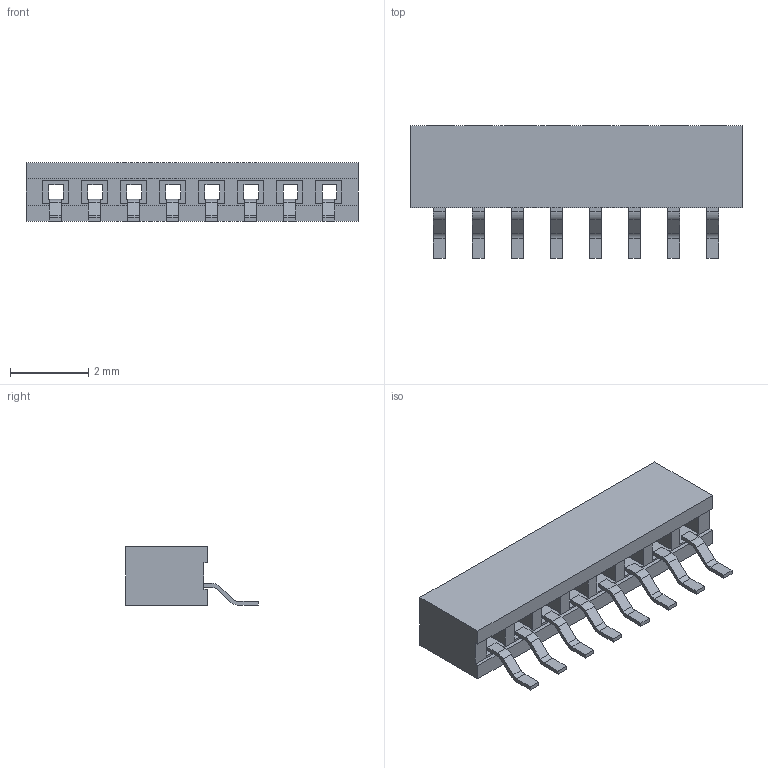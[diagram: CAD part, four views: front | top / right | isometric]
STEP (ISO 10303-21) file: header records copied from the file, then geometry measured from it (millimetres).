
FILE_DESCRIPTION(/* description */ ('STEP AP214'),/* implementation_level */ '2;1');
FILE_NAME(/* name */ 'BC075-08-A-L-A',/* time_stamp */ '2025-04-16T10:15:01+02:00',/* author */ ('License CC BY-ND 4.0'),/* organization */ ('CADENAS'),/* preprocessor_version */ 'ST-DEVELOPER v19.3',/* originating_system */ 'PARTsolutions',/* authorisation */ ' ');
FILE_SCHEMA (('AUTOMOTIVE_DESIGN {1 0 10303 214 3 1 1}'));
Length unit declared in the file: millimetre
Products named in the file (3): BC075-08-A-L-A; BC075-08-A-L-A_H; BC075-08-A-L-A_P
Assembly tree (9 placements, depth 2):
  BC075-08-A-L-A
    BC075-08-A-L-A_H
    BC075-08-A-L-A_P  x8
Bounding box: 8.5 x 3.4 x 1.5 mm (x, y, z)
Volume: 20.6 mm3; surface area: 115.7 mm2
Topology: 9 solids, 9 shells, 226 faces, 568 edges, 368 vertices
Faces by surface type: plane 194, cylinder 32
Entity records: 3836 total; most frequent: CARTESIAN_POINT 654, ORIENTED_EDGE 632, DIRECTION 600, EDGE_CURVE 316, LINE 308, VECTOR 308, VERTEX_POINT 200, EDGE_LOOP 152
